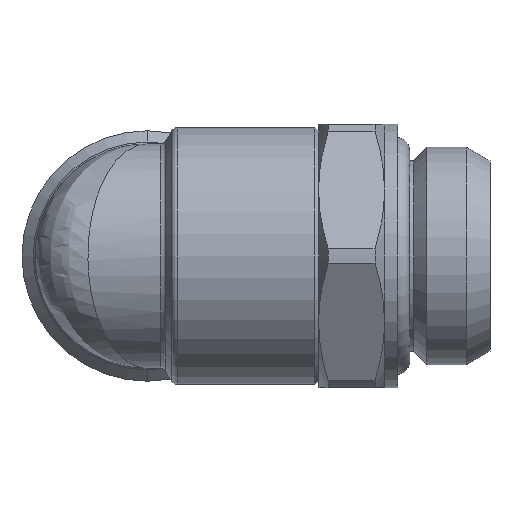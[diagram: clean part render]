
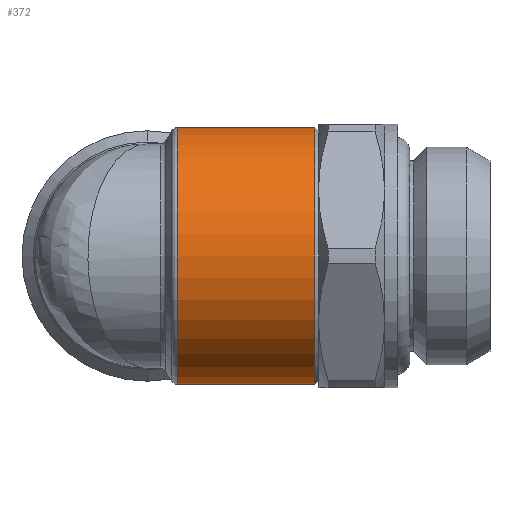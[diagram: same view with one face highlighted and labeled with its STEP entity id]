
A CAD part, left-side view. The second image highlights one B-rep face of the part: STEP entity #372.
In plain terms, the highlighted cylindrical face has radius 9.75 mm (diameter 19.5 mm), a partial arc.
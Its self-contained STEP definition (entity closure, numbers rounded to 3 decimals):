
#333 = EDGE_CURVE ( 'NONE', #443, #423, #1633, .T. ) ;
#372 = ADVANCED_FACE ( 'NONE', ( #1668 ), #1704, .T. ) ;
#380 = EDGE_LOOP ( 'NONE', ( #389, #436, #452, #448 ) ) ;
#389 = ORIENTED_EDGE ( 'NONE', *, *, #491, .F. ) ;
#423 = VERTEX_POINT ( 'NONE', #2206 ) ;
#436 = ORIENTED_EDGE ( 'NONE', *, *, #333, .F. ) ;
#443 = VERTEX_POINT ( 'NONE', #2099 ) ;
#448 = ORIENTED_EDGE ( 'NONE', *, *, #612, .T. ) ;
#452 = ORIENTED_EDGE ( 'NONE', *, *, #478, .T. ) ;
#478 = EDGE_CURVE ( 'NONE', #443, #515, #2244, .T. ) ;
#491 = EDGE_CURVE ( 'NONE', #423, #496, #2288, .T. ) ;
#496 = VERTEX_POINT ( 'NONE', #2275 ) ;
#515 = VERTEX_POINT ( 'NONE', #2298 ) ;
#612 = EDGE_CURVE ( 'NONE', #515, #496, #2513, .T. ) ;
#1633 = CIRCLE ( 'NONE', #1640, 9.75 ) ;
#1638 = DIRECTION ( 'NONE',  ( 0., 0., 1. ) ) ;
#1639 = DIRECTION ( 'NONE',  ( 0., -1., 0. ) ) ;
#1640 = AXIS2_PLACEMENT_3D ( 'NONE', #1642, #1639, #1638 ) ;
#1642 = CARTESIAN_POINT ( 'NONE',  ( 0., -12.7, 0. ) ) ;
#1661 = DIRECTION ( 'NONE',  ( 0., 1., 0. ) ) ;
#1668 = FACE_OUTER_BOUND ( 'NONE', #380, .T. ) ;
#1682 = CARTESIAN_POINT ( 'NONE',  ( 0., 5.805, 0. ) ) ;
#1685 = DIRECTION ( 'NONE',  ( 0., 0., 1. ) ) ;
#1686 = AXIS2_PLACEMENT_3D ( 'NONE', #1682, #1661, #1685 ) ;
#1704 = CYLINDRICAL_SURFACE ( 'NONE', #1686, 9.75 ) ;
#2099 = CARTESIAN_POINT ( 'NONE',  ( 0., -12.7, 9.75 ) ) ;
#2206 = CARTESIAN_POINT ( 'NONE',  ( 0., -12.7, -9.75 ) ) ;
#2244 = LINE ( 'NONE', #2251, #2269 ) ;
#2251 = CARTESIAN_POINT ( 'NONE',  ( 0., 5.805, 9.75 ) ) ;
#2262 = DIRECTION ( 'NONE',  ( 0., 1., 0. ) ) ;
#2269 = VECTOR ( 'NONE', #2262, 1000. ) ;
#2274 = VECTOR ( 'NONE', #2291, 1000. ) ;
#2275 = CARTESIAN_POINT ( 'NONE',  ( 0., -2.289, -9.75 ) ) ;
#2280 = CARTESIAN_POINT ( 'NONE',  ( 0., 5.805, -9.75 ) ) ;
#2288 = LINE ( 'NONE', #2280, #2274 ) ;
#2291 = DIRECTION ( 'NONE',  ( 0., 1., 0. ) ) ;
#2298 = CARTESIAN_POINT ( 'NONE',  ( 0., -2.289, 9.75 ) ) ;
#2490 = DIRECTION ( 'NONE',  ( 0., 0., -1. ) ) ;
#2491 = DIRECTION ( 'NONE',  ( 0., -1., 0. ) ) ;
#2512 = CARTESIAN_POINT ( 'NONE',  ( 0., -2.289, 0. ) ) ;
#2513 = CIRCLE ( 'NONE', #2516, 9.75 ) ;
#2516 = AXIS2_PLACEMENT_3D ( 'NONE', #2512, #2491, #2490 ) ;
